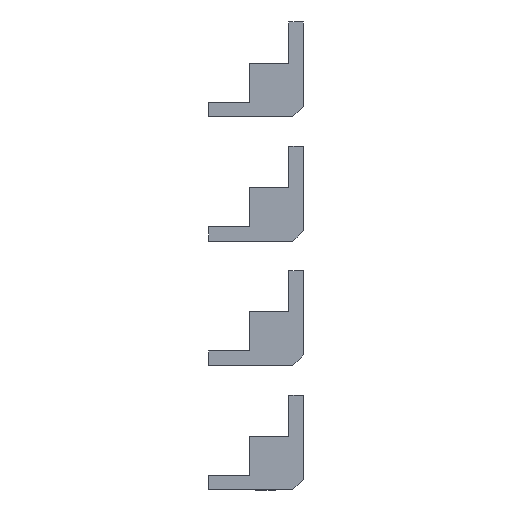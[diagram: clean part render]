
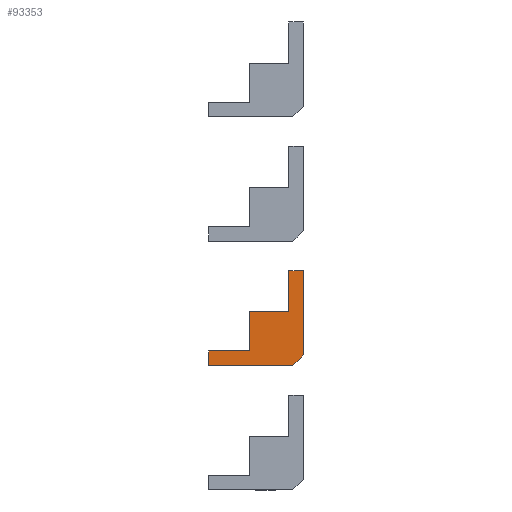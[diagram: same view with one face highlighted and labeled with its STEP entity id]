
A CAD part, front view. The second image highlights one B-rep face of the part: STEP entity #93353.
In plain terms, the highlighted planar face has unit normal (0, -1, 0).
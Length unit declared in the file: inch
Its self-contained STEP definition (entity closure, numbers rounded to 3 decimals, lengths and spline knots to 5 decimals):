
#6069 = VECTOR ( 'NONE', #87941, 39.37008 ) ;
#6139 = VERTEX_POINT ( 'NONE', #62054 ) ;
#7469 = LINE ( 'NONE', #55049, #86271 ) ;
#10167 = DIRECTION ( 'NONE',  ( -1., 0., 0. ) ) ;
#10759 = VECTOR ( 'NONE', #42466, 39.37008 ) ;
#16364 = EDGE_LOOP ( 'NONE', ( #77106, #58753, #35482, #54850, #76805, #93922, #45071, #69717, #87939 ) ) ;
#19464 = EDGE_CURVE ( 'NONE', #85502, #36902, #99540, .T. ) ;
#22541 = VECTOR ( 'NONE', #72841, 39.37008 ) ;
#22662 = PLANE ( 'NONE',  #103725 ) ;
#22806 = DIRECTION ( 'NONE',  ( 0., 0., 1. ) ) ;
#25038 = CARTESIAN_POINT ( 'NONE',  ( 0.68898, -33.38583, 3.72047 ) ) ;
#27061 = VECTOR ( 'NONE', #10167, 39.37008 ) ;
#27129 = CARTESIAN_POINT ( 'NONE',  ( 0.68898, -33.38583, 2.02717 ) ) ;
#27617 = CARTESIAN_POINT ( 'NONE',  ( 0.68898, -33.38583, 2.02717 ) ) ;
#30670 = CARTESIAN_POINT ( 'NONE',  ( -0.3937, -33.38583, 2.8937 ) ) ;
#30875 = DIRECTION ( 'NONE',  ( 1., 0., 0. ) ) ;
#31111 = DIRECTION ( 'NONE',  ( 0., 1., 0. ) ) ;
#32851 = VERTEX_POINT ( 'NONE', #30670 ) ;
#35482 = ORIENTED_EDGE ( 'NONE', *, *, #57582, .F. ) ;
#36261 = DIRECTION ( 'NONE',  ( 0., 0., 1. ) ) ;
#36360 = LINE ( 'NONE', #91317, #73603 ) ;
#36902 = VERTEX_POINT ( 'NONE', #53380 ) ;
#37296 = EDGE_CURVE ( 'NONE', #54437, #6139, #36360, .T. ) ;
#37612 = CARTESIAN_POINT ( 'NONE',  ( 0.68898, -33.38583, 3.72047 ) ) ;
#41761 = EDGE_CURVE ( 'NONE', #99573, #85502, #63628, .T. ) ;
#41961 = VERTEX_POINT ( 'NONE', #95107 ) ;
#42466 = DIRECTION ( 'NONE',  ( -0.707, 0., -0.707 ) ) ;
#42742 = EDGE_CURVE ( 'NONE', #64344, #32851, #83284, .T. ) ;
#44055 = CARTESIAN_POINT ( 'NONE',  ( -0.3937, -33.38583, 2.1063 ) ) ;
#44178 = CARTESIAN_POINT ( 'NONE',  ( -0.3937, -33.38583, 2.08661 ) ) ;
#45071 = ORIENTED_EDGE ( 'NONE', *, *, #37296, .F. ) ;
#50645 = DIRECTION ( 'NONE',  ( 0., 0., 1. ) ) ;
#53380 = CARTESIAN_POINT ( 'NONE',  ( 0.47283, -33.38583, 1.81102 ) ) ;
#54437 = VERTEX_POINT ( 'NONE', #68131 ) ;
#54679 = CARTESIAN_POINT ( 'NONE',  ( 0.5315, -33.38583, 2.1063 ) ) ;
#54850 = ORIENTED_EDGE ( 'NONE', *, *, #103343, .F. ) ;
#55049 = CARTESIAN_POINT ( 'NONE',  ( 0.3937, -33.38583, 2.08661 ) ) ;
#55106 = EDGE_CURVE ( 'NONE', #36902, #54437, #74108, .T. ) ;
#57582 = EDGE_CURVE ( 'NONE', #61595, #41961, #7469, .T. ) ;
#58753 = ORIENTED_EDGE ( 'NONE', *, *, #91609, .F. ) ;
#61595 = VERTEX_POINT ( 'NONE', #92265 ) ;
#61894 = VECTOR ( 'NONE', #36261, 39.37008 ) ;
#62054 = CARTESIAN_POINT ( 'NONE',  ( -1.22047, -33.38583, 2.1063 ) ) ;
#62810 = FACE_OUTER_BOUND ( 'NONE', #16364, .T. ) ;
#63628 = LINE ( 'NONE', #25038, #6069 ) ;
#64344 = VERTEX_POINT ( 'NONE', #44055 ) ;
#66174 = CARTESIAN_POINT ( 'NONE',  ( -1.22047, -33.38583, 1.81102 ) ) ;
#68131 = CARTESIAN_POINT ( 'NONE',  ( -1.22047, -33.38583, 1.81102 ) ) ;
#68541 = VECTOR ( 'NONE', #30875, 39.37008 ) ;
#69717 = ORIENTED_EDGE ( 'NONE', *, *, #55106, .F. ) ;
#72399 = DIRECTION ( 'NONE',  ( 1., 0., 0. ) ) ;
#72841 = DIRECTION ( 'NONE',  ( 1., 0., 0. ) ) ;
#73603 = VECTOR ( 'NONE', #50645, 39.37008 ) ;
#74108 = LINE ( 'NONE', #66174, #27061 ) ;
#76805 = ORIENTED_EDGE ( 'NONE', *, *, #42742, .F. ) ;
#77106 = ORIENTED_EDGE ( 'NONE', *, *, #41761, .F. ) ;
#78785 = CARTESIAN_POINT ( 'NONE',  ( 0.5315, -33.38583, 3.72047 ) ) ;
#80775 = LINE ( 'NONE', #104074, #22541 ) ;
#83284 = LINE ( 'NONE', #44178, #61894 ) ;
#85502 = VERTEX_POINT ( 'NONE', #27617 ) ;
#86271 = VECTOR ( 'NONE', #22806, 39.37008 ) ;
#87939 = ORIENTED_EDGE ( 'NONE', *, *, #19464, .F. ) ;
#87941 = DIRECTION ( 'NONE',  ( 0., 0., -1. ) ) ;
#91317 = CARTESIAN_POINT ( 'NONE',  ( -1.22047, -33.38583, 2.1063 ) ) ;
#91609 = EDGE_CURVE ( 'NONE', #41961, #99573, #103111, .T. ) ;
#92265 = CARTESIAN_POINT ( 'NONE',  ( 0.3937, -33.38583, 2.8937 ) ) ;
#93310 = VECTOR ( 'NONE', #72399, 39.37008 ) ;
#93353 = ADVANCED_FACE ( 'NONE', ( #62810 ), #22662, .F. ) ;
#93922 = ORIENTED_EDGE ( 'NONE', *, *, #96997, .F. ) ;
#95107 = CARTESIAN_POINT ( 'NONE',  ( 0.3937, -33.38583, 3.72047 ) ) ;
#95576 = DIRECTION ( 'NONE',  ( 0., 0., 1. ) ) ;
#96997 = EDGE_CURVE ( 'NONE', #6139, #64344, #101233, .T. ) ;
#99540 = LINE ( 'NONE', #27129, #10759 ) ;
#99573 = VERTEX_POINT ( 'NONE', #37612 ) ;
#101233 = LINE ( 'NONE', #54679, #68541 ) ;
#103111 = LINE ( 'NONE', #78785, #93310 ) ;
#103343 = EDGE_CURVE ( 'NONE', #32851, #61595, #80775, .T. ) ;
#103516 = CARTESIAN_POINT ( 'NONE',  ( 0.5315, -33.38583, 2.08661 ) ) ;
#103725 = AXIS2_PLACEMENT_3D ( 'NONE', #103516, #31111, #95576 ) ;
#104074 = CARTESIAN_POINT ( 'NONE',  ( 0.5315, -33.38583, 2.8937 ) ) ;
